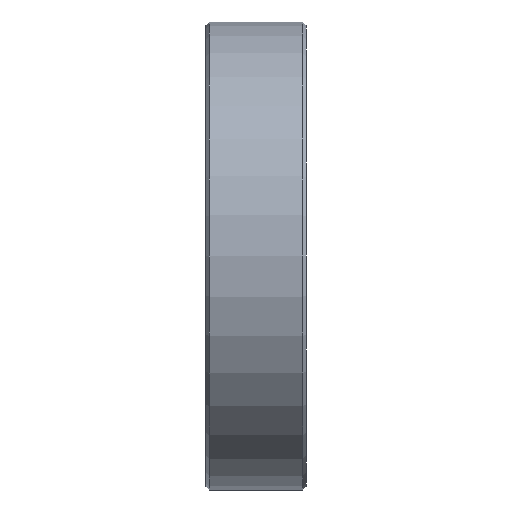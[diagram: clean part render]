
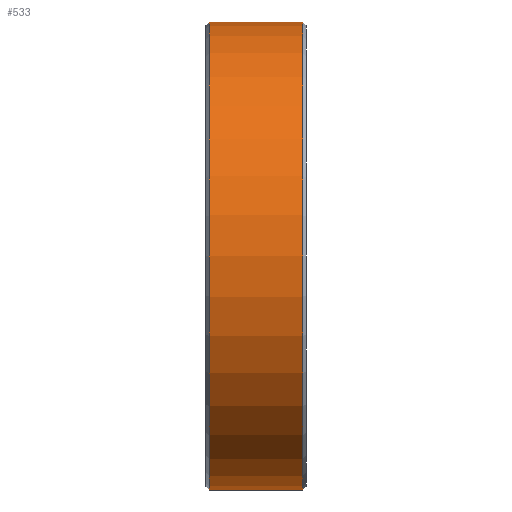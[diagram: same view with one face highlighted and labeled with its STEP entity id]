
A CAD part, front view. The second image highlights one B-rep face of the part: STEP entity #533.
In plain terms, the highlighted cylindrical face has radius 16.891 mm (diameter 33.782 mm), a partial arc.
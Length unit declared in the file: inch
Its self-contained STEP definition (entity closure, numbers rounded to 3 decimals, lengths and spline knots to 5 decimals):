
#2 = DIRECTION ( 'NONE',  ( -1., 0., 0. ) ) ;
#12 = DIRECTION ( 'NONE',  ( -1., 0., 0. ) ) ;
#29 = CARTESIAN_POINT ( 'NONE',  ( 0., 0., 0.665 ) ) ;
#43 = AXIS2_PLACEMENT_3D ( 'NONE', #723, #12, #1180 ) ;
#138 = VERTEX_POINT ( 'NONE', #1021 ) ;
#154 = ORIENTED_EDGE ( 'NONE', *, *, #175, .T. ) ;
#175 = EDGE_CURVE ( 'NONE', #469, #562, #752, .T. ) ;
#239 = AXIS2_PLACEMENT_3D ( 'NONE', #269, #378, #386 ) ;
#269 = CARTESIAN_POINT ( 'NONE',  ( 0.275, 0., 0. ) ) ;
#370 = FACE_OUTER_BOUND ( 'NONE', #1031, .T. ) ;
#378 = DIRECTION ( 'NONE',  ( -1., 0., 0. ) ) ;
#386 = DIRECTION ( 'NONE',  ( 0., 0., 1. ) ) ;
#425 = VERTEX_POINT ( 'NONE', #535 ) ;
#469 = VERTEX_POINT ( 'NONE', #900 ) ;
#478 = LINE ( 'NONE', #29, #673 ) ;
#515 = CIRCLE ( 'NONE', #239, 0.665 ) ;
#533 = ADVANCED_FACE ( 'NONE', ( #370 ), #930, .T. ) ;
#535 = CARTESIAN_POINT ( 'NONE',  ( 0.275, 0., 0.665 ) ) ;
#543 = EDGE_CURVE ( 'NONE', #138, #425, #515, .T. ) ;
#562 = VERTEX_POINT ( 'NONE', #954 ) ;
#619 = EDGE_CURVE ( 'NONE', #138, #562, #1042, .T. ) ;
#622 = EDGE_CURVE ( 'NONE', #425, #469, #478, .T. ) ;
#673 = VECTOR ( 'NONE', #1051, 39.37008 ) ;
#723 = CARTESIAN_POINT ( 'NONE',  ( 0., 0., 0. ) ) ;
#752 = CIRCLE ( 'NONE', #863, 0.665 ) ;
#804 = ORIENTED_EDGE ( 'NONE', *, *, #543, .T. ) ;
#809 = CARTESIAN_POINT ( 'NONE',  ( 0., 0., -0.665 ) ) ;
#863 = AXIS2_PLACEMENT_3D ( 'NONE', #1298, #1060, #1074 ) ;
#900 = CARTESIAN_POINT ( 'NONE',  ( 0.01, 0., 0.665 ) ) ;
#930 = CYLINDRICAL_SURFACE ( 'NONE', #43, 0.665 ) ;
#954 = CARTESIAN_POINT ( 'NONE',  ( 0.01, 0., -0.665 ) ) ;
#1021 = CARTESIAN_POINT ( 'NONE',  ( 0.275, 0., -0.665 ) ) ;
#1031 = EDGE_LOOP ( 'NONE', ( #1041, #804, #1327, #154 ) ) ;
#1033 = VECTOR ( 'NONE', #2, 39.37008 ) ;
#1041 = ORIENTED_EDGE ( 'NONE', *, *, #619, .F. ) ;
#1042 = LINE ( 'NONE', #809, #1033 ) ;
#1051 = DIRECTION ( 'NONE',  ( -1., 0., 0. ) ) ;
#1060 = DIRECTION ( 'NONE',  ( 1., 0., 0. ) ) ;
#1074 = DIRECTION ( 'NONE',  ( 0., 0., -1. ) ) ;
#1180 = DIRECTION ( 'NONE',  ( 0., 0., 1. ) ) ;
#1298 = CARTESIAN_POINT ( 'NONE',  ( 0.01, 0., 0. ) ) ;
#1327 = ORIENTED_EDGE ( 'NONE', *, *, #622, .T. ) ;
